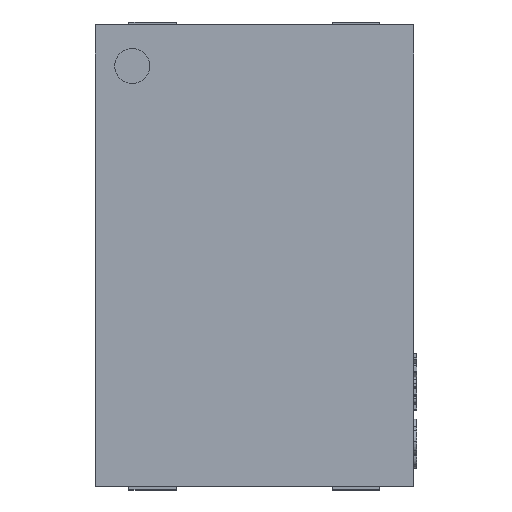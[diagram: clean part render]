
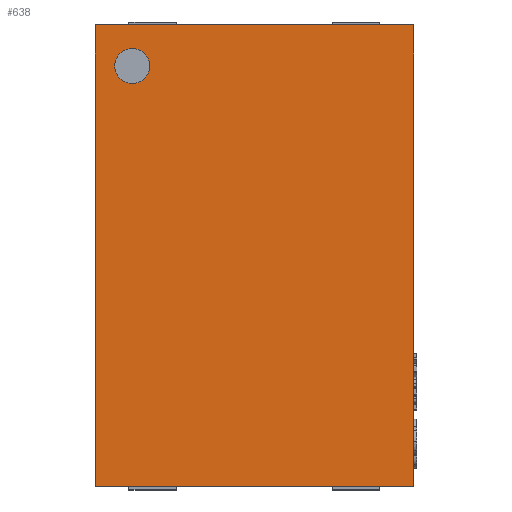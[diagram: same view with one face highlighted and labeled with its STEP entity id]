
A CAD part, top view. The second image highlights one B-rep face of the part: STEP entity #638.
In plain terms, the highlighted planar face has unit normal (0, 0, 1).
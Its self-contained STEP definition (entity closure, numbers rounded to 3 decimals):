
#357 = CARTESIAN_POINT ( 'NONE',  ( -0.439, 0.596, 0.55 ) ) ;
#362 = EDGE_CURVE ( 'NONE', #5778, #12523, #9636, .T. ) ;
#450 = CARTESIAN_POINT ( 'NONE',  ( 0., 0., 0.55 ) ) ;
#638 = ADVANCED_FACE ( 'NONE', ( #12007, #10972 ), #2704, .T. ) ;
#1539 = CARTESIAN_POINT ( 'NONE',  ( 0.5, 0.725, 0.55 ) ) ;
#1655 = AXIS2_PLACEMENT_3D ( 'NONE', #7668, #10545, #4308 ) ;
#1680 = CARTESIAN_POINT ( 'NONE',  ( -0.5, 0.725, 0.55 ) ) ;
#2258 = VECTOR ( 'NONE', #2411, 1000. ) ;
#2394 = DIRECTION ( 'NONE',  ( 0., -1., 0. ) ) ;
#2411 = DIRECTION ( 'NONE',  ( 1., 0., 0. ) ) ;
#2467 = VECTOR ( 'NONE', #2394, 1000. ) ;
#2631 = ORIENTED_EDGE ( 'NONE', *, *, #6575, .F. ) ;
#2704 = PLANE ( 'NONE',  #9742 ) ;
#3650 = CARTESIAN_POINT ( 'NONE',  ( -0.5, 0.725, 0.55 ) ) ;
#4308 = DIRECTION ( 'NONE',  ( 1., 0., 0. ) ) ;
#4558 = LINE ( 'NONE', #7595, #2467 ) ;
#4595 = DIRECTION ( 'NONE',  ( 1., 0., 0. ) ) ;
#4649 = ORIENTED_EDGE ( 'NONE', *, *, #362, .T. ) ;
#4982 = AXIS2_PLACEMENT_3D ( 'NONE', #9642, #9453, #7569 ) ;
#5622 = CARTESIAN_POINT ( 'NONE',  ( 0.5, 0.725, 0.55 ) ) ;
#5677 = ORIENTED_EDGE ( 'NONE', *, *, #7966, .T. ) ;
#5778 = VERTEX_POINT ( 'NONE', #13523 ) ;
#6375 = VECTOR ( 'NONE', #8601, 1000. ) ;
#6575 = EDGE_CURVE ( 'NONE', #11835, #8724, #11070, .T. ) ;
#6805 = CARTESIAN_POINT ( 'NONE',  ( -0.329, 0.596, 0.55 ) ) ;
#6935 = DIRECTION ( 'NONE',  ( 0., 0., 1. ) ) ;
#7046 = EDGE_LOOP ( 'NONE', ( #12411, #2631 ) ) ;
#7554 = EDGE_CURVE ( 'NONE', #9106, #8911, #4558, .T. ) ;
#7569 = DIRECTION ( 'NONE',  ( 1., 0., 0. ) ) ;
#7595 = CARTESIAN_POINT ( 'NONE',  ( -0.5, 0.725, 0.55 ) ) ;
#7668 = CARTESIAN_POINT ( 'NONE',  ( -0.384, 0.596, 0.55 ) ) ;
#7893 = EDGE_LOOP ( 'NONE', ( #4649, #10331, #8563, #5677 ) ) ;
#7966 = EDGE_CURVE ( 'NONE', #8911, #5778, #12500, .T. ) ;
#8281 = CIRCLE ( 'NONE', #4982, 0.055 ) ;
#8563 = ORIENTED_EDGE ( 'NONE', *, *, #7554, .T. ) ;
#8573 = CARTESIAN_POINT ( 'NONE',  ( -0.5, -0.725, 0.55 ) ) ;
#8601 = DIRECTION ( 'NONE',  ( 0., 1., 0. ) ) ;
#8724 = VERTEX_POINT ( 'NONE', #6805 ) ;
#8911 = VERTEX_POINT ( 'NONE', #9086 ) ;
#9086 = CARTESIAN_POINT ( 'NONE',  ( -0.5, -0.725, 0.55 ) ) ;
#9106 = VERTEX_POINT ( 'NONE', #3650 ) ;
#9410 = VECTOR ( 'NONE', #13251, 1000. ) ;
#9453 = DIRECTION ( 'NONE',  ( 0., 0., 1. ) ) ;
#9636 = LINE ( 'NONE', #5622, #6375 ) ;
#9642 = CARTESIAN_POINT ( 'NONE',  ( -0.384, 0.596, 0.55 ) ) ;
#9742 = AXIS2_PLACEMENT_3D ( 'NONE', #450, #6935, #4595 ) ;
#9960 = LINE ( 'NONE', #1680, #9410 ) ;
#10314 = EDGE_CURVE ( 'NONE', #8724, #11835, #8281, .T. ) ;
#10331 = ORIENTED_EDGE ( 'NONE', *, *, #10433, .T. ) ;
#10433 = EDGE_CURVE ( 'NONE', #12523, #9106, #9960, .T. ) ;
#10545 = DIRECTION ( 'NONE',  ( 0., 0., 1. ) ) ;
#10972 = FACE_OUTER_BOUND ( 'NONE', #7893, .T. ) ;
#11070 = CIRCLE ( 'NONE', #1655, 0.055 ) ;
#11835 = VERTEX_POINT ( 'NONE', #357 ) ;
#12007 = FACE_BOUND ( 'NONE', #7046, .T. ) ;
#12411 = ORIENTED_EDGE ( 'NONE', *, *, #10314, .F. ) ;
#12500 = LINE ( 'NONE', #8573, #2258 ) ;
#12523 = VERTEX_POINT ( 'NONE', #1539 ) ;
#13251 = DIRECTION ( 'NONE',  ( -1., 0., 0. ) ) ;
#13523 = CARTESIAN_POINT ( 'NONE',  ( 0.5, -0.725, 0.55 ) ) ;
